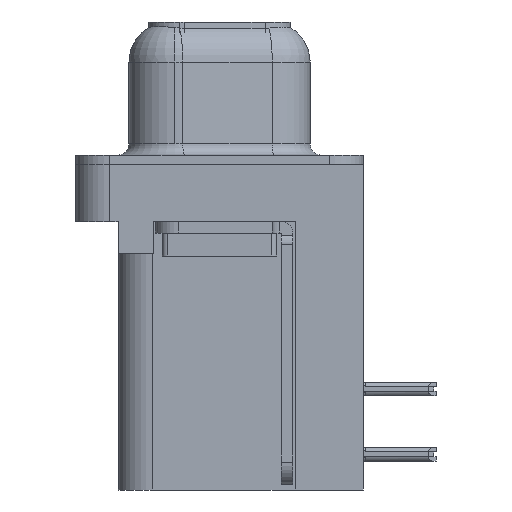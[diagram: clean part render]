
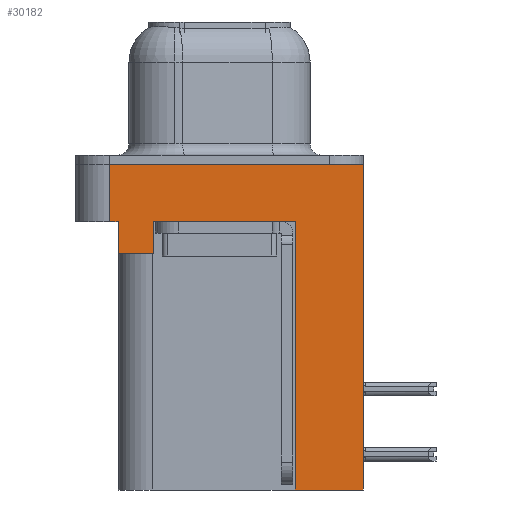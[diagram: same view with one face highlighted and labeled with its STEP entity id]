
A CAD part, left-side view. The second image highlights one B-rep face of the part: STEP entity #30182.
In plain terms, the highlighted planar face has unit normal (-1, 0, 0).
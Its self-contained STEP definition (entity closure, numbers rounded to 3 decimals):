
#38 = EDGE_CURVE ( 'NONE', #28748, #19261, #35691, .T. ) ;
#1709 = VECTOR ( 'NONE', #2434, 1000. ) ;
#2295 = ORIENTED_EDGE ( 'NONE', *, *, #10537, .F. ) ;
#2434 = DIRECTION ( 'NONE',  ( 0., 0., 1. ) ) ;
#4172 = DIRECTION ( 'NONE',  ( 0., -1., 0. ) ) ;
#4363 = CARTESIAN_POINT ( 'NONE',  ( -2.91, -6.275, 0. ) ) ;
#4761 = FACE_OUTER_BOUND ( 'NONE', #22475, .T. ) ;
#4941 = VERTEX_POINT ( 'NONE', #27314 ) ;
#5159 = AXIS2_PLACEMENT_3D ( 'NONE', #26311, #9735, #34770 ) ;
#5325 = EDGE_CURVE ( 'NONE', #8740, #16593, #31882, .T. ) ;
#5927 = VECTOR ( 'NONE', #4172, 1000. ) ;
#6232 = CARTESIAN_POINT ( 'NONE',  ( -2.91, 4.425, -3.9 ) ) ;
#6531 = EDGE_CURVE ( 'NONE', #4941, #16593, #31599, .T. ) ;
#6681 = CARTESIAN_POINT ( 'NONE',  ( -2.91, 4.425, -3.9 ) ) ;
#6817 = CARTESIAN_POINT ( 'NONE',  ( -2.91, 2.895, -3.9 ) ) ;
#7614 = LINE ( 'NONE', #31144, #27386 ) ;
#8330 = CARTESIAN_POINT ( 'NONE',  ( -2.91, 4.425, -3.9 ) ) ;
#8510 = CARTESIAN_POINT ( 'NONE',  ( -2.91, 4.775, 0. ) ) ;
#8716 = CARTESIAN_POINT ( 'NONE',  ( -2.91, 4.425, -2.5 ) ) ;
#8740 = VERTEX_POINT ( 'NONE', #6232 ) ;
#8971 = DIRECTION ( 'NONE',  ( 0., -1., 0. ) ) ;
#9176 = DIRECTION ( 'NONE',  ( 0., -1., 0. ) ) ;
#9707 = LINE ( 'NONE', #12634, #30796 ) ;
#9735 = DIRECTION ( 'NONE',  ( -1., 0., 0. ) ) ;
#10131 = EDGE_CURVE ( 'NONE', #11771, #14432, #10954, .T. ) ;
#10351 = VECTOR ( 'NONE', #9176, 1000. ) ;
#10537 = EDGE_CURVE ( 'NONE', #11771, #30250, #7614, .T. ) ;
#10538 = LINE ( 'NONE', #8330, #15893 ) ;
#10574 = ORIENTED_EDGE ( 'NONE', *, *, #29781, .F. ) ;
#10954 = LINE ( 'NONE', #11692, #23815 ) ;
#11250 = ORIENTED_EDGE ( 'NONE', *, *, #23556, .F. ) ;
#11307 = DIRECTION ( 'NONE',  ( 0., 0., 1. ) ) ;
#11666 = EDGE_CURVE ( 'NONE', #19261, #25765, #28499, .T. ) ;
#11692 = CARTESIAN_POINT ( 'NONE',  ( -2.91, -6.275, -2.5 ) ) ;
#11771 = VERTEX_POINT ( 'NONE', #30108 ) ;
#12634 = CARTESIAN_POINT ( 'NONE',  ( -2.91, -3.295, -14.2 ) ) ;
#14432 = VERTEX_POINT ( 'NONE', #4363 ) ;
#14913 = ORIENTED_EDGE ( 'NONE', *, *, #38, .T. ) ;
#15865 = LINE ( 'NONE', #27275, #1709 ) ;
#15893 = VECTOR ( 'NONE', #21760, 1000. ) ;
#16364 = ORIENTED_EDGE ( 'NONE', *, *, #33769, .F. ) ;
#16593 = VERTEX_POINT ( 'NONE', #8716 ) ;
#16952 = CARTESIAN_POINT ( 'NONE',  ( -2.91, 2.895, -3.9 ) ) ;
#17872 = VECTOR ( 'NONE', #8971, 1000. ) ;
#17896 = DIRECTION ( 'NONE',  ( 0., 0., 1. ) ) ;
#18031 = DIRECTION ( 'NONE',  ( 0., 0., 1. ) ) ;
#18552 = EDGE_CURVE ( 'NONE', #34022, #14432, #26794, .T. ) ;
#19261 = VERTEX_POINT ( 'NONE', #28198 ) ;
#19927 = ORIENTED_EDGE ( 'NONE', *, *, #18552, .F. ) ;
#20751 = CARTESIAN_POINT ( 'NONE',  ( -2.91, -6.275, -2.5 ) ) ;
#21760 = DIRECTION ( 'NONE',  ( 0., 1., 0. ) ) ;
#22475 = EDGE_LOOP ( 'NONE', ( #19927, #10574, #35889, #30104, #16364, #14913, #28252, #11250, #2295, #22932 ) ) ;
#22932 = ORIENTED_EDGE ( 'NONE', *, *, #10131, .T. ) ;
#23494 = CARTESIAN_POINT ( 'NONE',  ( -2.91, -3.295, -2.5 ) ) ;
#23556 = EDGE_CURVE ( 'NONE', #30250, #25765, #9707, .T. ) ;
#23711 = PLANE ( 'NONE',  #5159 ) ;
#23815 = VECTOR ( 'NONE', #11307, 1000. ) ;
#24275 = VECTOR ( 'NONE', #18031, 1000. ) ;
#25765 = VERTEX_POINT ( 'NONE', #23494 ) ;
#26311 = CARTESIAN_POINT ( 'NONE',  ( -2.91, -6.275, -2.5 ) ) ;
#26794 = LINE ( 'NONE', #29196, #5927 ) ;
#27034 = CARTESIAN_POINT ( 'NONE',  ( -2.91, -3.295, -14.2 ) ) ;
#27275 = CARTESIAN_POINT ( 'NONE',  ( -2.91, 4.775, -2.5 ) ) ;
#27314 = CARTESIAN_POINT ( 'NONE',  ( -2.91, 4.775, -2.5 ) ) ;
#27386 = VECTOR ( 'NONE', #33726, 1000. ) ;
#28198 = CARTESIAN_POINT ( 'NONE',  ( -2.91, 2.895, -2.5 ) ) ;
#28252 = ORIENTED_EDGE ( 'NONE', *, *, #11666, .T. ) ;
#28499 = LINE ( 'NONE', #20751, #10351 ) ;
#28748 = VERTEX_POINT ( 'NONE', #16952 ) ;
#29196 = CARTESIAN_POINT ( 'NONE',  ( -2.91, -6.275, 0. ) ) ;
#29781 = EDGE_CURVE ( 'NONE', #4941, #34022, #15865, .T. ) ;
#30104 = ORIENTED_EDGE ( 'NONE', *, *, #5325, .F. ) ;
#30108 = CARTESIAN_POINT ( 'NONE',  ( -2.91, -6.275, -14.2 ) ) ;
#30182 = ADVANCED_FACE ( 'NONE', ( #4761 ), #23711, .T. ) ;
#30250 = VERTEX_POINT ( 'NONE', #27034 ) ;
#30796 = VECTOR ( 'NONE', #31969, 1000. ) ;
#31144 = CARTESIAN_POINT ( 'NONE',  ( -2.91, -3.295, -14.2 ) ) ;
#31599 = LINE ( 'NONE', #33822, #17872 ) ;
#31882 = LINE ( 'NONE', #6681, #33808 ) ;
#31969 = DIRECTION ( 'NONE',  ( 0., 0., 1. ) ) ;
#33726 = DIRECTION ( 'NONE',  ( 0., 1., 0. ) ) ;
#33769 = EDGE_CURVE ( 'NONE', #28748, #8740, #10538, .T. ) ;
#33808 = VECTOR ( 'NONE', #17896, 1000. ) ;
#33822 = CARTESIAN_POINT ( 'NONE',  ( -2.91, -6.275, -2.5 ) ) ;
#34022 = VERTEX_POINT ( 'NONE', #8510 ) ;
#34770 = DIRECTION ( 'NONE',  ( 0., 0., 1. ) ) ;
#35691 = LINE ( 'NONE', #6817, #24275 ) ;
#35889 = ORIENTED_EDGE ( 'NONE', *, *, #6531, .T. ) ;
